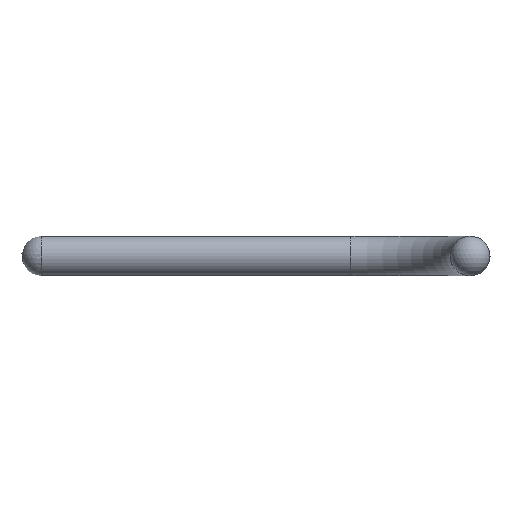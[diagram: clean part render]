
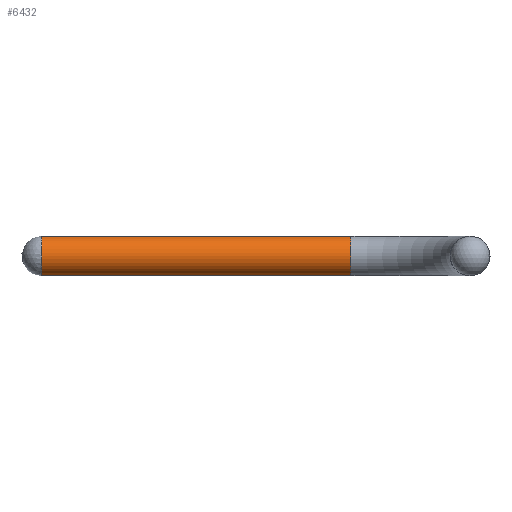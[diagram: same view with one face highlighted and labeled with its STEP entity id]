
A CAD part, left-side view. The second image highlights one B-rep face of the part: STEP entity #6432.
In plain terms, the highlighted cylindrical face has radius 1.5 mm (diameter 3 mm), a full revolution.
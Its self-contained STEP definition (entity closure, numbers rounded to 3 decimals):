
#289 = VERTEX_POINT ( 'NONE', #10724 ) ;
#1145 = EDGE_CURVE ( 'NONE', #6044, #6044, #2426, .T. ) ;
#1435 = EDGE_CURVE ( 'NONE', #289, #289, #10900, .T. ) ;
#2071 = CARTESIAN_POINT ( 'NONE',  ( 60., 15.43, 0. ) ) ;
#2189 = DIRECTION ( 'NONE',  ( 0., -1., 0. ) ) ;
#2426 = CIRCLE ( 'NONE', #3026, 1.5 ) ;
#3026 = AXIS2_PLACEMENT_3D ( 'NONE', #2071, #2189, #10457 ) ;
#3636 = AXIS2_PLACEMENT_3D ( 'NONE', #8821, #8879, #11704 ) ;
#3880 = ORIENTED_EDGE ( 'NONE', *, *, #1145, .T. ) ;
#4825 = EDGE_LOOP ( 'NONE', ( #3880 ) ) ;
#5061 = FACE_OUTER_BOUND ( 'NONE', #8278, .T. ) ;
#5119 = FACE_OUTER_BOUND ( 'NONE', #4825, .T. ) ;
#5850 = ORIENTED_EDGE ( 'NONE', *, *, #1435, .F. ) ;
#5918 = CYLINDRICAL_SURFACE ( 'NONE', #3636, 1.5 ) ;
#6044 = VERTEX_POINT ( 'NONE', #8636 ) ;
#6432 = ADVANCED_FACE ( 'NONE', ( #5119, #5061 ), #5918, .T. ) ;
#7043 = DIRECTION ( 'NONE',  ( 1., 0., 0. ) ) ;
#8278 = EDGE_LOOP ( 'NONE', ( #5850 ) ) ;
#8636 = CARTESIAN_POINT ( 'NONE',  ( 61.5, 15.43, 0. ) ) ;
#8821 = CARTESIAN_POINT ( 'NONE',  ( 60., 16.93, 0. ) ) ;
#8879 = DIRECTION ( 'NONE',  ( 0., -1., 0. ) ) ;
#8960 = DIRECTION ( 'NONE',  ( 0., -1., 0. ) ) ;
#10121 = CARTESIAN_POINT ( 'NONE',  ( 60., -7.93, 0. ) ) ;
#10457 = DIRECTION ( 'NONE',  ( 1., 0., 0. ) ) ;
#10724 = CARTESIAN_POINT ( 'NONE',  ( 61.5, -7.93, 0. ) ) ;
#10900 = CIRCLE ( 'NONE', #11295, 1.5 ) ;
#11295 = AXIS2_PLACEMENT_3D ( 'NONE', #10121, #8960, #7043 ) ;
#11704 = DIRECTION ( 'NONE',  ( 1., 0., 0. ) ) ;
